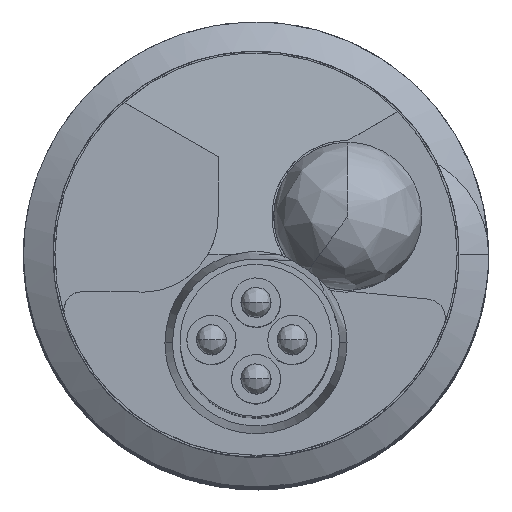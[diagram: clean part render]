
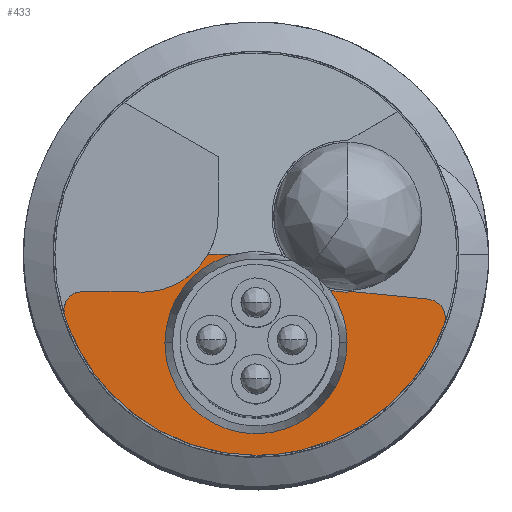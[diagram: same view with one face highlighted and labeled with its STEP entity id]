
A CAD part, top view. The second image highlights one B-rep face of the part: STEP entity #433.
In plain terms, the highlighted free-form (B-spline) face has degree [1, 1] with [2, 2] control points.
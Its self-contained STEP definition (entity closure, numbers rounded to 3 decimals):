
#124=CARTESIAN_POINT('',(0.,-5.3,48.77));
#125=VERTEX_POINT('',#124);
#131=CARTESIAN_POINT('',(-5.042,-1.633,48.77));
#132=VERTEX_POINT('',#131);
#133=CARTESIAN_POINT('',(0.,-5.3,48.77));
#134=CARTESIAN_POINT('',(-3.855,-5.3,48.77));
#135=CARTESIAN_POINT('',(-5.042,-1.633,48.77));
#136=(BOUNDED_CURVE()B_SPLINE_CURVE(2,(#133,#134,#135),.CIRCULAR_ARC.,.F.,.U.)B_SPLINE_CURVE_WITH_KNOTS((3,3),(0.,1.),.UNSPECIFIED.)CURVE()GEOMETRIC_REPRESENTATION_ITEM()RATIONAL_B_SPLINE_CURVE((1.,0.809,1.))REPRESENTATION_ITEM(''));
#137=EDGE_CURVE('',#125,#132,#136,.T.);
#170=CARTESIAN_POINT('',(4.964,-1.856,48.77));
#171=VERTEX_POINT('',#170);
#172=CARTESIAN_POINT('',(4.964,-1.856,48.77));
#173=CARTESIAN_POINT('',(3.677,-5.3,48.77));
#174=CARTESIAN_POINT('',(0.,-5.3,48.77));
#175=(BOUNDED_CURVE()B_SPLINE_CURVE(2,(#172,#173,#174),.CIRCULAR_ARC.,.F.,.U.)B_SPLINE_CURVE_WITH_KNOTS((3,3),(0.,1.),.UNSPECIFIED.)CURVE()GEOMETRIC_REPRESENTATION_ITEM()RATIONAL_B_SPLINE_CURVE((1.,0.822,1.))REPRESENTATION_ITEM(''));
#176=EDGE_CURVE('',#171,#125,#175,.T.);
#327=CARTESIAN_POINT('',(-1.268,0.,48.77));
#328=VERTEX_POINT('',#327);
#336=CARTESIAN_POINT('',(-0.575,0.,48.77));
#337=VERTEX_POINT('',#336);
#338=CARTESIAN_POINT('',(-1.268,0.,48.77));
#339=CARTESIAN_POINT('',(-0.575,0.,48.77));
#340=B_SPLINE_CURVE_WITH_KNOTS('',1,(#338,#339),.POLYLINE_FORM.,.F.,.U.,(2,2),(0.,1.),.UNSPECIFIED.);
#341=EDGE_CURVE('',#328,#337,#340,.T.);
#351=CARTESIAN_POINT('',(-14.119,14.119,48.77));
#352=CARTESIAN_POINT('',(14.119,14.119,48.77));
#353=CARTESIAN_POINT('',(-14.119,-14.119,48.77));
#354=CARTESIAN_POINT('',(14.119,-14.119,48.77));
#355=B_SPLINE_SURFACE_WITH_KNOTS('',1,1,((#351,#352),(#353,#354)),.PLANE_SURF.,.F.,.F.,.U.,(2,2),(2,2),(0.,1.),(0.,1.),.UNSPECIFIED.);
#356=CARTESIAN_POINT('',(-2.4,-2.33,48.77));
#357=VERTEX_POINT('',#356);
#358=CARTESIAN_POINT('',(-2.4,-2.33,48.77));
#359=CARTESIAN_POINT('',(-2.4,-0.451,48.77));
#360=CARTESIAN_POINT('',(-0.575,0.,48.77));
#361=(BOUNDED_CURVE()B_SPLINE_CURVE(2,(#358,#359,#360),.CIRCULAR_ARC.,.F.,.U.)B_SPLINE_CURVE_WITH_KNOTS((3,3),(0.,1.),.UNSPECIFIED.)CURVE()GEOMETRIC_REPRESENTATION_ITEM()RATIONAL_B_SPLINE_CURVE((1.,0.787,1.))REPRESENTATION_ITEM(''));
#362=EDGE_CURVE('',#357,#337,#361,.T.);
#363=ORIENTED_EDGE('',*,*,#362,.T.);
#364=ORIENTED_EDGE('',*,*,#341,.F.);
#365=CARTESIAN_POINT('',(-3.289,-0.979,48.77));
#366=VERTEX_POINT('',#365);
#367=CARTESIAN_POINT('',(-1.268,0.,48.77));
#368=CARTESIAN_POINT('',(-1.947,-1.175,48.77));
#369=CARTESIAN_POINT('',(-3.289,-0.979,48.77));
#370=(BOUNDED_CURVE()B_SPLINE_CURVE(2,(#367,#368,#369),.CIRCULAR_ARC.,.F.,.U.)B_SPLINE_CURVE_WITH_KNOTS((3,3),(0.,1.),.UNSPECIFIED.)CURVE()GEOMETRIC_REPRESENTATION_ITEM()RATIONAL_B_SPLINE_CURVE((1.,0.827,1.))REPRESENTATION_ITEM(''));
#371=EDGE_CURVE('',#328,#366,#370,.T.);
#372=ORIENTED_EDGE('',*,*,#371,.T.);
#373=CARTESIAN_POINT('',(-4.566,-0.979,48.77));
#374=VERTEX_POINT('',#373);
#375=CARTESIAN_POINT('',(-3.289,-0.979,48.77));
#376=CARTESIAN_POINT('',(-4.566,-0.979,48.77));
#377=B_SPLINE_CURVE_WITH_KNOTS('',1,(#375,#376),.POLYLINE_FORM.,.F.,.U.,(2,2),(0.,1.),.UNSPECIFIED.);
#378=EDGE_CURVE('',#366,#374,#377,.T.);
#379=ORIENTED_EDGE('',*,*,#378,.T.);
#380=CARTESIAN_POINT('',(-4.566,-0.979,48.77));
#381=CARTESIAN_POINT('',(-4.821,-0.979,48.77));
#382=CARTESIAN_POINT('',(-4.971,-1.185,48.77));
#383=CARTESIAN_POINT('',(-5.121,-1.391,48.77));
#384=CARTESIAN_POINT('',(-5.042,-1.633,48.77));
#385=(BOUNDED_CURVE()B_SPLINE_CURVE(2,(#380,#381,#382,#383,#384),.CIRCULAR_ARC.,.F.,.U.)B_SPLINE_CURVE_WITH_KNOTS((3,2,3),(0.,0.5,1.),.UNSPECIFIED.)CURVE()GEOMETRIC_REPRESENTATION_ITEM()RATIONAL_B_SPLINE_CURVE((1.,0.891,1.,0.891,1.))REPRESENTATION_ITEM(''));
#386=EDGE_CURVE('',#374,#132,#385,.T.);
#387=ORIENTED_EDGE('',*,*,#386,.T.);
#388=ORIENTED_EDGE('',*,*,#137,.F.);
#389=ORIENTED_EDGE('',*,*,#176,.F.);
#390=CARTESIAN_POINT('',(4.545,-1.184,48.77));
#391=VERTEX_POINT('',#390);
#392=CARTESIAN_POINT('',(4.964,-1.856,48.77));
#393=CARTESIAN_POINT('',(5.05,-1.626,48.77));
#394=CARTESIAN_POINT('',(4.92,-1.417,48.77));
#395=CARTESIAN_POINT('',(4.79,-1.208,48.77));
#396=CARTESIAN_POINT('',(4.545,-1.184,48.77));
#397=(BOUNDED_CURVE()B_SPLINE_CURVE(2,(#392,#393,#394,#395,#396),.CIRCULAR_ARC.,.F.,.U.)B_SPLINE_CURVE_WITH_KNOTS((3,2,3),(0.,0.5,1.),.UNSPECIFIED.)CURVE()GEOMETRIC_REPRESENTATION_ITEM()RATIONAL_B_SPLINE_CURVE((1.,0.897,1.,0.897,1.))REPRESENTATION_ITEM(''));
#398=EDGE_CURVE('',#171,#391,#397,.T.);
#399=ORIENTED_EDGE('',*,*,#398,.T.);
#400=CARTESIAN_POINT('',(2.607,-0.991,48.77));
#401=VERTEX_POINT('',#400);
#402=CARTESIAN_POINT('',(4.545,-1.184,48.77));
#403=CARTESIAN_POINT('',(2.607,-0.991,48.77));
#404=B_SPLINE_CURVE_WITH_KNOTS('',1,(#402,#403),.POLYLINE_FORM.,.F.,.U.,(2,2),(0.,1.),.UNSPECIFIED.);
#405=EDGE_CURVE('',#391,#401,#404,.T.);
#406=ORIENTED_EDGE('',*,*,#405,.T.);
#407=CARTESIAN_POINT('',(1.961,-0.947,48.77));
#408=VERTEX_POINT('',#407);
#409=CARTESIAN_POINT('',(2.607,-0.991,48.77));
#410=CARTESIAN_POINT('',(2.28,-1.022,48.77));
#411=CARTESIAN_POINT('',(1.961,-0.947,48.77));
#412=(BOUNDED_CURVE()B_SPLINE_CURVE(2,(#409,#410,#411),.CIRCULAR_ARC.,.F.,.U.)B_SPLINE_CURVE_WITH_KNOTS((3,3),(0.,1.),.UNSPECIFIED.)CURVE()GEOMETRIC_REPRESENTATION_ITEM()RATIONAL_B_SPLINE_CURVE((1.,0.987,1.))REPRESENTATION_ITEM(''));
#413=EDGE_CURVE('',#401,#408,#412,.T.);
#414=ORIENTED_EDGE('',*,*,#413,.T.);
#415=CARTESIAN_POINT('',(2.4,-2.33,48.77));
#416=VERTEX_POINT('',#415);
#417=CARTESIAN_POINT('',(1.961,-0.947,48.77));
#418=CARTESIAN_POINT('',(2.4,-1.569,48.77));
#419=CARTESIAN_POINT('',(2.4,-2.33,48.77));
#420=(BOUNDED_CURVE()B_SPLINE_CURVE(2,(#417,#418,#419),.CIRCULAR_ARC.,.F.,.U.)B_SPLINE_CURVE_WITH_KNOTS((3,3),(0.,1.),.UNSPECIFIED.)CURVE()GEOMETRIC_REPRESENTATION_ITEM()RATIONAL_B_SPLINE_CURVE((1.,0.953,1.))REPRESENTATION_ITEM(''));
#421=EDGE_CURVE('',#408,#416,#420,.T.);
#422=ORIENTED_EDGE('',*,*,#421,.T.);
#423=CARTESIAN_POINT('',(2.4,-2.33,48.77));
#424=CARTESIAN_POINT('',(2.4,-4.73,48.77));
#425=CARTESIAN_POINT('',(0.,-4.73,48.77));
#426=CARTESIAN_POINT('',(-2.4,-4.73,48.77));
#427=CARTESIAN_POINT('',(-2.4,-2.33,48.77));
#428=(BOUNDED_CURVE()B_SPLINE_CURVE(2,(#423,#424,#425,#426,#427),.CIRCULAR_ARC.,.F.,.U.)B_SPLINE_CURVE_WITH_KNOTS((3,2,3),(0.,0.5,1.),.UNSPECIFIED.)CURVE()GEOMETRIC_REPRESENTATION_ITEM()RATIONAL_B_SPLINE_CURVE((1.,0.707,1.,0.707,1.))REPRESENTATION_ITEM(''));
#429=EDGE_CURVE('',#416,#357,#428,.T.);
#430=ORIENTED_EDGE('',*,*,#429,.T.);
#431=EDGE_LOOP('',(#363,#364,#372,#379,#387,#388,#389,#399,#406,#414,#422,#430));
#432=FACE_OUTER_BOUND('',#431,.T.);
#433=ADVANCED_FACE('',(#432),#355,.T.);
